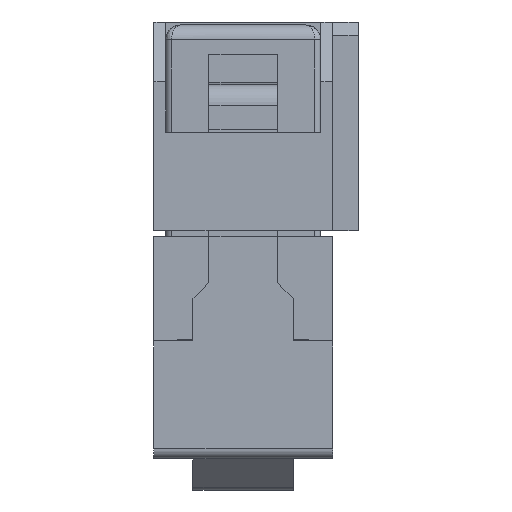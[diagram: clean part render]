
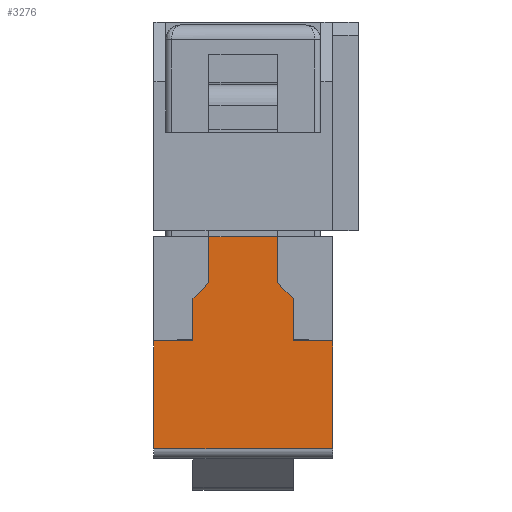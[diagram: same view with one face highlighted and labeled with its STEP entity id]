
A CAD part, left-side view. The second image highlights one B-rep face of the part: STEP entity #3276.
In plain terms, the highlighted planar face has unit normal (-1, 0, 0).
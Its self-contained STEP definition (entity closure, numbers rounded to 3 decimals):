
#3276 = ADVANCED_FACE( '', ( #6490 ), #6491, .T. );
#6490 = FACE_OUTER_BOUND( '', #10038, .T. );
#6491 = PLANE( '', #10039 );
#10038 = EDGE_LOOP( '', ( #19270, #19271, #19272, #19273, #19274, #19275, #19276, #19277, #19278, #19279, #19280, #19281 ) );
#10039 = AXIS2_PLACEMENT_3D( '', #19282, #19283, #19284 );
#19270 = ORIENTED_EDGE( '', *, *, #22853, .T. );
#19271 = ORIENTED_EDGE( '', *, *, #23193, .T. );
#19272 = ORIENTED_EDGE( '', *, *, #23884, .T. );
#19273 = ORIENTED_EDGE( '', *, *, #22201, .T. );
#19274 = ORIENTED_EDGE( '', *, *, #24198, .T. );
#19275 = ORIENTED_EDGE( '', *, *, #21863, .F. );
#19276 = ORIENTED_EDGE( '', *, *, #22580, .T. );
#19277 = ORIENTED_EDGE( '', *, *, #22197, .T. );
#19278 = ORIENTED_EDGE( '', *, *, #23922, .T. );
#19279 = ORIENTED_EDGE( '', *, *, #21950, .T. );
#19280 = ORIENTED_EDGE( '', *, *, #20661, .T. );
#19281 = ORIENTED_EDGE( '', *, *, #21000, .F. );
#19282 = CARTESIAN_POINT( '', ( -23.93, -3., 0. ) );
#19283 = DIRECTION( '', ( -1., 0., 0. ) );
#19284 = DIRECTION( '', ( 0., 0., 1. ) );
#20661 = EDGE_CURVE( '', #24773, #24771, #24774, .T. );
#21000 = EDGE_CURVE( '', #25366, #24771, #25367, .T. );
#21863 = EDGE_CURVE( '', #26808, #26806, #26810, .T. );
#21950 = EDGE_CURVE( '', #26952, #24773, #26953, .F. );
#22197 = EDGE_CURVE( '', #27363, #27361, #27364, .T. );
#22201 = EDGE_CURVE( '', #27359, #27369, #27371, .T. );
#22580 = EDGE_CURVE( '', #26808, #27363, #27923, .T. );
#22853 = EDGE_CURVE( '', #25366, #28302, #28304, .T. );
#23193 = EDGE_CURVE( '', #28302, #28767, #28769, .F. );
#23884 = EDGE_CURVE( '', #28767, #27359, #29619, .T. );
#23922 = EDGE_CURVE( '', #27361, #26952, #29662, .T. );
#24198 = EDGE_CURVE( '', #27369, #26806, #29955, .T. );
#24771 = VERTEX_POINT( '', #30842 );
#24773 = VERTEX_POINT( '', #30845 );
#24774 = LINE( '', #30846, #30847 );
#25366 = VERTEX_POINT( '', #31676 );
#25367 = LINE( '', #31677, #31678 );
#26806 = VERTEX_POINT( '', #33807 );
#26808 = VERTEX_POINT( '', #33809 );
#26810 = LINE( '', #33811, #33812 );
#26952 = VERTEX_POINT( '', #34019 );
#26953 = LINE( '', #34020, #34021 );
#27359 = VERTEX_POINT( '', #34639 );
#27361 = VERTEX_POINT( '', #34642 );
#27363 = VERTEX_POINT( '', #34645 );
#27364 = LINE( '', #34646, #34647 );
#27369 = VERTEX_POINT( '', #34654 );
#27371 = LINE( '', #34657, #34658 );
#27923 = LINE( '', #35502, #35503 );
#28302 = VERTEX_POINT( '', #36075 );
#28304 = LINE( '', #36078, #36079 );
#28767 = VERTEX_POINT( '', #36798 );
#28769 = LINE( '', #36801, #36802 );
#29619 = LINE( '', #38092, #38093 );
#29662 = LINE( '', #38168, #38169 );
#29955 = LINE( '', #38574, #38575 );
#30842 = CARTESIAN_POINT( '', ( -23.93, -1.15, 7.05 ) );
#30845 = CARTESIAN_POINT( '', ( -23.93, -1.15, 5.5 ) );
#30846 = CARTESIAN_POINT( '', ( -23.93, -1.15, 5.5 ) );
#30847 = VECTOR( '', #38934, 1000. );
#31676 = CARTESIAN_POINT( '', ( -23.93, 1.15, 7.05 ) );
#31677 = CARTESIAN_POINT( '', ( -23.93, 1.15, 7.05 ) );
#31678 = VECTOR( '', #39289, 1000. );
#33807 = CARTESIAN_POINT( '', ( -23.93, 3., -0.07 ) );
#33809 = CARTESIAN_POINT( '', ( -23.93, -3., -0.07 ) );
#33811 = CARTESIAN_POINT( '', ( -23.93, -3., -0.07 ) );
#33812 = VECTOR( '', #40112, 1000. );
#34019 = CARTESIAN_POINT( '', ( -23.93, -1.685, 4.965 ) );
#34020 = CARTESIAN_POINT( '', ( -23.93, -4.825, 1.825 ) );
#34021 = VECTOR( '', #40187, 1000. );
#34639 = CARTESIAN_POINT( '', ( -23.93, 1.685, 3.55 ) );
#34642 = CARTESIAN_POINT( '', ( -23.93, -1.685, 3.55 ) );
#34645 = CARTESIAN_POINT( '', ( -23.93, -3., 3.55 ) );
#34646 = CARTESIAN_POINT( '', ( -23.93, -3., 3.55 ) );
#34647 = VECTOR( '', #40422, 1000. );
#34654 = CARTESIAN_POINT( '', ( -23.93, 3., 3.55 ) );
#34657 = CARTESIAN_POINT( '', ( -23.93, -3., 3.55 ) );
#34658 = VECTOR( '', #40426, 1000. );
#35502 = CARTESIAN_POINT( '', ( -23.93, -3., 0. ) );
#35503 = VECTOR( '', #40745, 1000. );
#36075 = CARTESIAN_POINT( '', ( -23.93, 1.15, 5.5 ) );
#36078 = CARTESIAN_POINT( '', ( -23.93, 1.15, 6.95 ) );
#36079 = VECTOR( '', #40995, 1000. );
#36798 = CARTESIAN_POINT( '', ( -23.93, 1.685, 4.965 ) );
#36801 = CARTESIAN_POINT( '', ( -23.93, 1.825, 4.825 ) );
#36802 = VECTOR( '', #41315, 1000. );
#38092 = CARTESIAN_POINT( '', ( -23.93, 1.685, 5.5 ) );
#38093 = VECTOR( '', #41858, 1000. );
#38168 = CARTESIAN_POINT( '', ( -23.93, -1.685, 3.55 ) );
#38169 = VECTOR( '', #41882, 1000. );
#38574 = CARTESIAN_POINT( '', ( -23.93, 3., 3.55 ) );
#38575 = VECTOR( '', #42052, 1000. );
#38934 = DIRECTION( '', ( 0., 0., 1. ) );
#39289 = DIRECTION( '', ( 0., -1., 0. ) );
#40112 = DIRECTION( '', ( 0., 1., 0. ) );
#40187 = DIRECTION( '', ( 0., -0.707, -0.707 ) );
#40422 = DIRECTION( '', ( 0., 1., 0. ) );
#40426 = DIRECTION( '', ( 0., 1., 0. ) );
#40745 = DIRECTION( '', ( 0., 0., 1. ) );
#40995 = DIRECTION( '', ( 0., 0., -1. ) );
#41315 = DIRECTION( '', ( 0., -0.707, 0.707 ) );
#41858 = DIRECTION( '', ( 0., 0., -1. ) );
#41882 = DIRECTION( '', ( 0., 0., 1. ) );
#42052 = DIRECTION( '', ( 0., 0., -1. ) );
